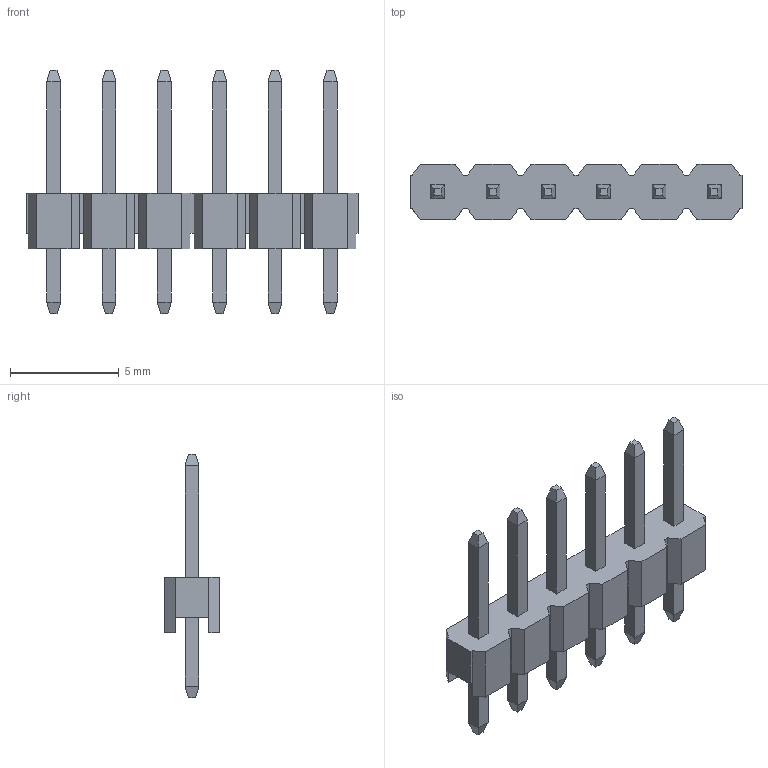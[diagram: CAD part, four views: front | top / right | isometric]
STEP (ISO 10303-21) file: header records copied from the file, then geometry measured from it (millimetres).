
FILE_DESCRIPTION(('FreeCAD Model'),'2;1');
FILE_NAME( '1x6-male-pin-header-gray.step' ,'2016-07-23T09:03:44',('Author'),(''), 'Open CASCADE STEP processor 6.8','FreeCAD','Unknown');
FILE_SCHEMA(('AUTOMOTIVE_DESIGN_CC2 { 1 2 10303 214 -1 1 5 4 }'));
Length unit declared in the file: inch
Products named in the file (2): ASSEMBLY; 1x6-male-pin-header-gray
Assembly tree (1 placements, depth 2):
  ASSEMBLY
    1x6-male-pin-header-gray
Bounding box: 15.24 x 2.54 x 11.2 mm (x, y, z)
Volume: 95.5 mm3; surface area: 323.8 mm2
Topology: 1 solids, 1 shells, 210 faces, 516 edges, 320 vertices
Faces by surface type: plane 162, bspline 48
Entity records: 14081 total; most frequent: CARTESIAN_POINT 2320, DIRECTION 1780, LINE 1452, VECTOR 1452, ORIENTED_EDGE 1032, PCURVE 1032, DEFINITIONAL_REPRESENTATION 1032, EDGE_CURVE 516
